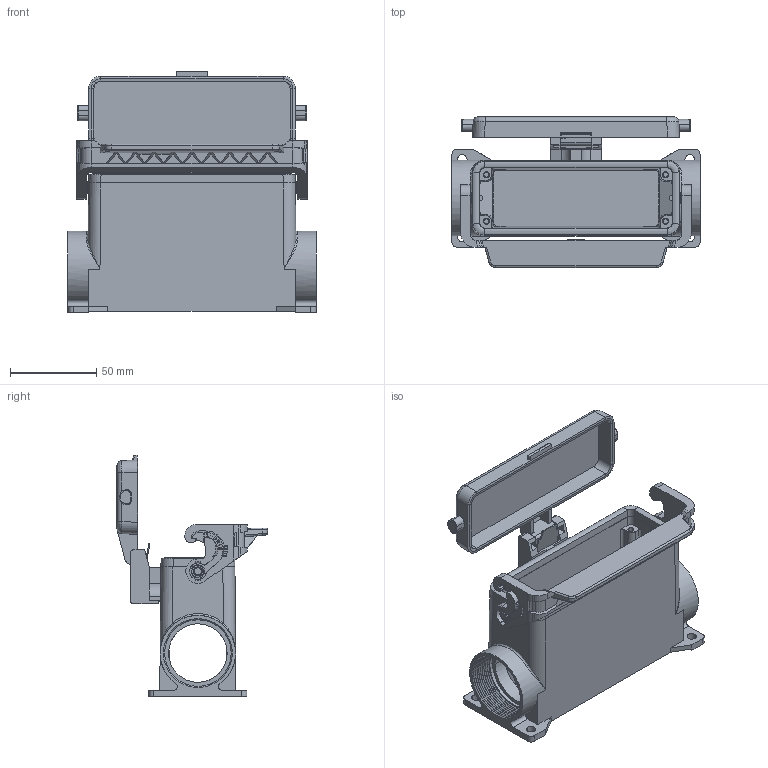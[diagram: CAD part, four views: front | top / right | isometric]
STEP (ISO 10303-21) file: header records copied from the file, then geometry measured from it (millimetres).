
FILE_DESCRIPTION(('Creo Elements/Direct Modeling STEP Export'),'2;1');
FILE_NAME('37jbk2e5ph4ptjp3060','2023-03-02T 9:39:44',(''),(''),'Creo Elements/Direct Modeling STEP processor for AP214 (Solid Model)','Creo Elements/Direct Modeling 20.1B 02-Apr-2019 (C) Parametric Technology GmbH','');
FILE_SCHEMA(('AUTOMOTIVE_DESIGN { 1 0 10303 214 1 1 1 1 }'));
Products named in the file (2): MLAP 24LS240
Assembly tree (1 placements, depth 2):
  MLAP 24LS240
    MLAP 24LS240
Bounding box: 144 x 87.76 x 140.49 mm (x, y, z)
Volume: 180308.6 mm3; surface area: 104877.4 mm2
Topology: 1 solids, 1 shells, 1454 faces, 3888 edges, 2492 vertices
Faces by surface type: plane 839, cylinder 408, cone 112, torus 52, bspline 34, sphere 9
Entity records: 64845 total; most frequent: CARTESIAN_POINT 17544, ORIENTED_EDGE 7754, DIRECTION 7037, EDGE_CURVE 3877, VECTOR 2631, LINE 2631, VERTEX_POINT 2492, AXIS2_PLACEMENT_3D 2203
